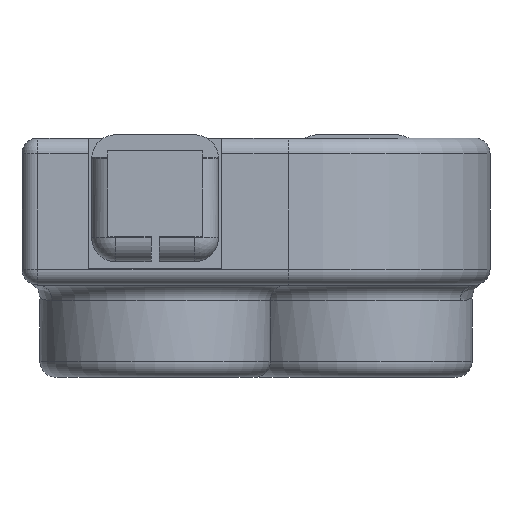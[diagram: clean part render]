
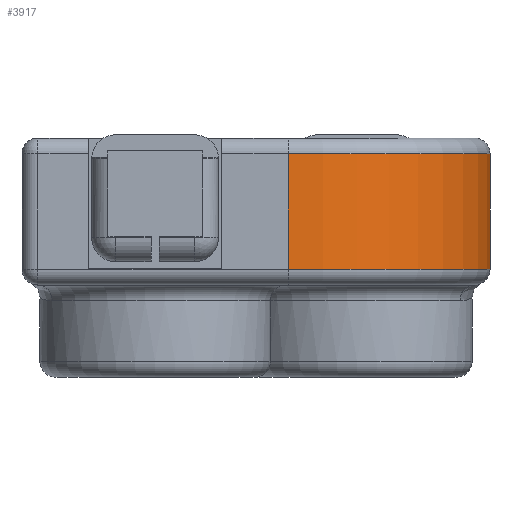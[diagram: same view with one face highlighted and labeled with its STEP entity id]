
A CAD part, left-side view. The second image highlights one B-rep face of the part: STEP entity #3917.
In plain terms, the highlighted cylindrical face has radius 2.54 mm (diameter 5.08 mm), a partial arc.
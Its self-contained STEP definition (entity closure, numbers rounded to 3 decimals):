
#1848 = TOROIDAL_SURFACE('',#1849,2.34,0.2);
#1849 = AXIS2_PLACEMENT_3D('',#1850,#1851,#1852);
#1850 = CARTESIAN_POINT('',(-2.91,-0.405,0.2));
#1851 = DIRECTION('',(0.,0.,1.));
#1852 = DIRECTION('',(-1.,0.,0.));
#1865 = VERTEX_POINT('',#1866);
#1866 = CARTESIAN_POINT('',(-2.91,-2.945,0.2));
#1904 = PLANE('',#1905);
#1905 = AXIS2_PLACEMENT_3D('',#1906,#1907,#1908);
#1906 = CARTESIAN_POINT('',(-5.45,-2.945,0.));
#1907 = DIRECTION('',(0.,1.,0.));
#1908 = DIRECTION('',(1.,0.,0.));
#1995 = TOROIDAL_SURFACE('',#1996,2.34,0.2);
#1996 = AXIS2_PLACEMENT_3D('',#1997,#1998,#1999);
#1997 = CARTESIAN_POINT('',(-2.91,-0.405,1.65));
#1998 = DIRECTION('',(0.,0.,1.));
#1999 = DIRECTION('',(-1.,0.,0.));
#2582 = VERTEX_POINT('',#2583);
#2583 = CARTESIAN_POINT('',(-5.45,-0.405,0.2));
#2607 = EDGE_CURVE('',#2582,#1865,#2608,.T.);
#2608 = SURFACE_CURVE('',#2609,(#2614,#2621),.PCURVE_S1.);
#2609 = CIRCLE('',#2610,2.54);
#2610 = AXIS2_PLACEMENT_3D('',#2611,#2612,#2613);
#2611 = CARTESIAN_POINT('',(-2.91,-0.405,0.2));
#2612 = DIRECTION('',(0.,0.,1.));
#2613 = DIRECTION('',(-1.,0.,0.));
#2614 = PCURVE('',#1848,#2615);
#2615 = DEFINITIONAL_REPRESENTATION('',(#2616),#2620);
#2616 = LINE('',#2617,#2618);
#2617 = CARTESIAN_POINT('',(0.,6.283));
#2618 = VECTOR('',#2619,1.);
#2619 = DIRECTION('',(1.,0.));
#2620 = ( GEOMETRIC_REPRESENTATION_CONTEXT(2) 
PARAMETRIC_REPRESENTATION_CONTEXT() REPRESENTATION_CONTEXT('2D SPACE',''
  ) );
#2621 = PCURVE('',#2622,#2627);
#2622 = CYLINDRICAL_SURFACE('',#2623,2.54);
#2623 = AXIS2_PLACEMENT_3D('',#2624,#2625,#2626);
#2624 = CARTESIAN_POINT('',(-2.91,-0.405,0.));
#2625 = DIRECTION('',(0.,0.,1.));
#2626 = DIRECTION('',(0.,-1.,0.));
#2627 = DEFINITIONAL_REPRESENTATION('',(#2628),#2632);
#2628 = LINE('',#2629,#2630);
#2629 = CARTESIAN_POINT('',(-1.571,0.2));
#2630 = VECTOR('',#2631,1.);
#2631 = DIRECTION('',(1.,-0.));
#2632 = ( GEOMETRIC_REPRESENTATION_CONTEXT(2) 
PARAMETRIC_REPRESENTATION_CONTEXT() REPRESENTATION_CONTEXT('2D SPACE',''
  ) );
#2680 = PLANE('',#2681);
#2681 = AXIS2_PLACEMENT_3D('',#2682,#2683,#2684);
#2682 = CARTESIAN_POINT('',(-5.45,2.945,0.));
#2683 = DIRECTION('',(1.,0.,0.));
#2684 = DIRECTION('',(0.,-1.,0.));
#3169 = EDGE_CURVE('',#1865,#3170,#3172,.T.);
#3170 = VERTEX_POINT('',#3171);
#3171 = CARTESIAN_POINT('',(-2.91,-2.945,1.65));
#3172 = SURFACE_CURVE('',#3173,(#3177,#3184),.PCURVE_S1.);
#3173 = LINE('',#3174,#3175);
#3174 = CARTESIAN_POINT('',(-2.91,-2.945,0.));
#3175 = VECTOR('',#3176,1.);
#3176 = DIRECTION('',(0.,0.,1.));
#3177 = PCURVE('',#1904,#3178);
#3178 = DEFINITIONAL_REPRESENTATION('',(#3179),#3183);
#3179 = LINE('',#3180,#3181);
#3180 = CARTESIAN_POINT('',(2.54,0.));
#3181 = VECTOR('',#3182,1.);
#3182 = DIRECTION('',(0.,-1.));
#3183 = ( GEOMETRIC_REPRESENTATION_CONTEXT(2) 
PARAMETRIC_REPRESENTATION_CONTEXT() REPRESENTATION_CONTEXT('2D SPACE',''
  ) );
#3184 = PCURVE('',#2622,#3185);
#3185 = DEFINITIONAL_REPRESENTATION('',(#3186),#3190);
#3186 = LINE('',#3187,#3188);
#3187 = CARTESIAN_POINT('',(-0.,0.));
#3188 = VECTOR('',#3189,1.);
#3189 = DIRECTION('',(-0.,1.));
#3190 = ( GEOMETRIC_REPRESENTATION_CONTEXT(2) 
PARAMETRIC_REPRESENTATION_CONTEXT() REPRESENTATION_CONTEXT('2D SPACE',''
  ) );
#3225 = VERTEX_POINT('',#3226);
#3226 = CARTESIAN_POINT('',(-5.45,-0.405,1.65));
#3849 = EDGE_CURVE('',#3225,#3170,#3850,.T.);
#3850 = SURFACE_CURVE('',#3851,(#3856,#3863),.PCURVE_S1.);
#3851 = CIRCLE('',#3852,2.54);
#3852 = AXIS2_PLACEMENT_3D('',#3853,#3854,#3855);
#3853 = CARTESIAN_POINT('',(-2.91,-0.405,1.65));
#3854 = DIRECTION('',(0.,0.,1.));
#3855 = DIRECTION('',(-1.,0.,0.));
#3856 = PCURVE('',#1995,#3857);
#3857 = DEFINITIONAL_REPRESENTATION('',(#3858),#3862);
#3858 = LINE('',#3859,#3860);
#3859 = CARTESIAN_POINT('',(0.,0.));
#3860 = VECTOR('',#3861,1.);
#3861 = DIRECTION('',(1.,0.));
#3862 = ( GEOMETRIC_REPRESENTATION_CONTEXT(2) 
PARAMETRIC_REPRESENTATION_CONTEXT() REPRESENTATION_CONTEXT('2D SPACE',''
  ) );
#3863 = PCURVE('',#2622,#3864);
#3864 = DEFINITIONAL_REPRESENTATION('',(#3865),#3869);
#3865 = LINE('',#3866,#3867);
#3866 = CARTESIAN_POINT('',(-1.571,1.65));
#3867 = VECTOR('',#3868,1.);
#3868 = DIRECTION('',(1.,-0.));
#3869 = ( GEOMETRIC_REPRESENTATION_CONTEXT(2) 
PARAMETRIC_REPRESENTATION_CONTEXT() REPRESENTATION_CONTEXT('2D SPACE',''
  ) );
#3917 = ADVANCED_FACE('',(#3918),#2622,.T.);
#3918 = FACE_BOUND('',#3919,.F.);
#3919 = EDGE_LOOP('',(#3920,#3921,#3922,#3943));
#3920 = ORIENTED_EDGE('',*,*,#3169,.F.);
#3921 = ORIENTED_EDGE('',*,*,#2607,.F.);
#3922 = ORIENTED_EDGE('',*,*,#3923,.T.);
#3923 = EDGE_CURVE('',#2582,#3225,#3924,.T.);
#3924 = SURFACE_CURVE('',#3925,(#3929,#3936),.PCURVE_S1.);
#3925 = LINE('',#3926,#3927);
#3926 = CARTESIAN_POINT('',(-5.45,-0.405,0.));
#3927 = VECTOR('',#3928,1.);
#3928 = DIRECTION('',(0.,0.,1.));
#3929 = PCURVE('',#2622,#3930);
#3930 = DEFINITIONAL_REPRESENTATION('',(#3931),#3935);
#3931 = LINE('',#3932,#3933);
#3932 = CARTESIAN_POINT('',(-1.571,0.));
#3933 = VECTOR('',#3934,1.);
#3934 = DIRECTION('',(-0.,1.));
#3935 = ( GEOMETRIC_REPRESENTATION_CONTEXT(2) 
PARAMETRIC_REPRESENTATION_CONTEXT() REPRESENTATION_CONTEXT('2D SPACE',''
  ) );
#3936 = PCURVE('',#2680,#3937);
#3937 = DEFINITIONAL_REPRESENTATION('',(#3938),#3942);
#3938 = LINE('',#3939,#3940);
#3939 = CARTESIAN_POINT('',(3.35,0.));
#3940 = VECTOR('',#3941,1.);
#3941 = DIRECTION('',(0.,-1.));
#3942 = ( GEOMETRIC_REPRESENTATION_CONTEXT(2) 
PARAMETRIC_REPRESENTATION_CONTEXT() REPRESENTATION_CONTEXT('2D SPACE',''
  ) );
#3943 = ORIENTED_EDGE('',*,*,#3849,.T.);
